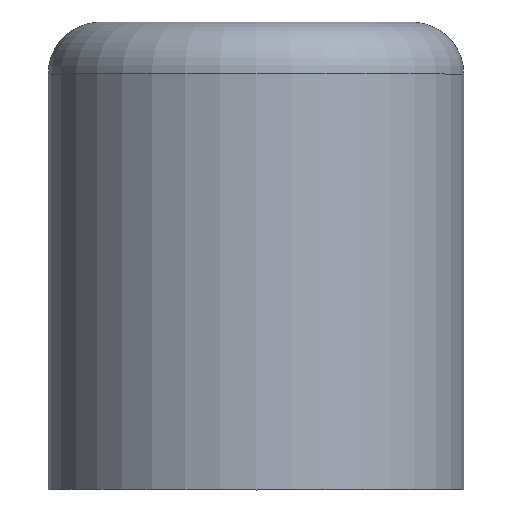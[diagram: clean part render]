
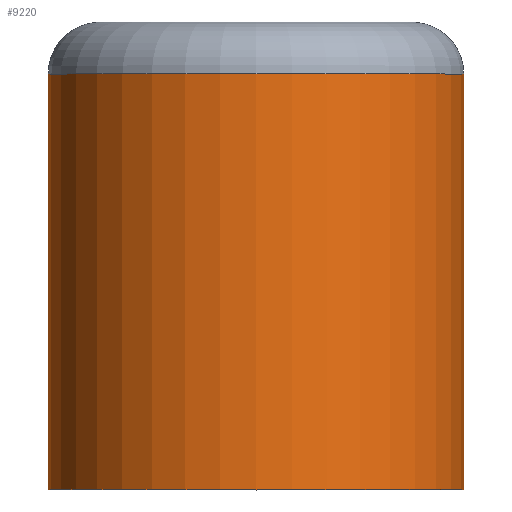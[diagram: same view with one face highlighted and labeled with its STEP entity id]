
A CAD part, top view. The second image highlights one B-rep face of the part: STEP entity #9220.
In plain terms, the highlighted cylindrical face has radius 250 mm (diameter 500 mm), a full revolution.
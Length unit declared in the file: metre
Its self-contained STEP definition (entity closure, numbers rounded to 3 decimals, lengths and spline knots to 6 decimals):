
#9100 = CARTESIAN_POINT('origin',(0.0,0.0,0.0));
#9102 = DIRECTION('Dir2',(0.0,1.0,0.0));
#9103 = DIRECTION('Dir3',(0.0,0.0,1.0));
#9112 = AXIS2_PLACEMENT_3D('Ax2P3DCyl',#9100,#9102,#9103);
#9120 = CARTESIAN_POINT('CentreTop',(0.0, 0.5, 0.0));
#9121 = AXIS2_PLACEMENT_3D('Ax2P3DTorus',#9120,#9102,#9103);
#9131 = CARTESIAN_POINT('PtA',(0.25, 0.0, 0.0));
#9132 = VERTEX_POINT('VertPtA',#9131);
#9135 = CARTESIAN_POINT('PtB',(0.25 ,0.5 ,0.0));
#9136 = VERTEX_POINT('VertPtB',#9135);
#9141 = CYLINDRICAL_SURFACE('Cyl',#9112, 0.25);
#9151 = CIRCLE('Circ1',#9112, 0.25);
#9152 = CIRCLE('Circ2',#9121, 0.25);
#9156 = EDGE_CURVE('EdgeAACirc1',#9132,#9132,#9151,.T.);
#9158 = EDGE_CURVE('EdgeBBCirc2',#9136,#9136,#9152,.T.);
#9166 = ORIENTED_EDGE('AAT',*,*,#9156,.T.);
#9170 = ORIENTED_EDGE('BBF',*,*,#9158,.F.);
#9201 = EDGE_LOOP('ELAA',(#9166));
#9203 = EDGE_LOOP('ELBBF',(#9170));
#9211 = FACE_BOUND('bottom',#9201,.T.);
#9212 = FACE_BOUND('topcyl',#9203,.T.);
#9220 = ADVANCED_FACE('CYlFace',(#9211, #9212),#9141,.T.);
